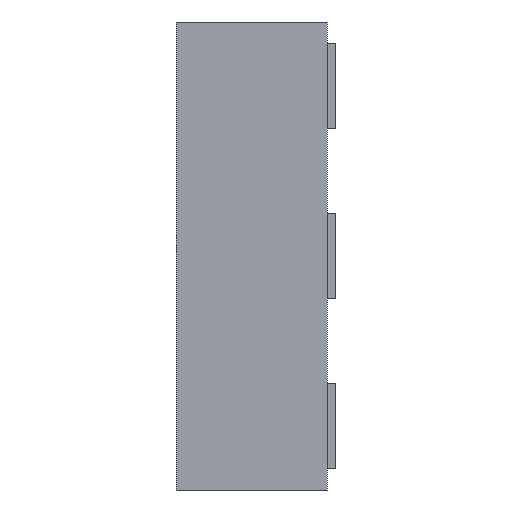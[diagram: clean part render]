
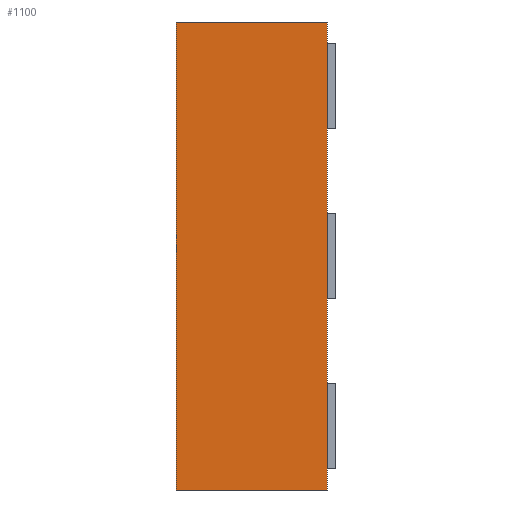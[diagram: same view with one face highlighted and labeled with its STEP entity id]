
A CAD part, left-side view. The second image highlights one B-rep face of the part: STEP entity #1100.
In plain terms, the highlighted planar face has unit normal (-1, 0, 0).
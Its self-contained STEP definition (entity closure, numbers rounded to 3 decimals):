
#57 = EDGE_CURVE ( 'NONE', #1261, #426, #337, .T. ) ;
#88 = VECTOR ( 'NONE', #859, 1000. ) ;
#138 = EDGE_CURVE ( 'NONE', #734, #426, #239, .T. ) ;
#158 = ORIENTED_EDGE ( 'NONE', *, *, #57, .F. ) ;
#239 = LINE ( 'NONE', #483, #513 ) ;
#245 = CARTESIAN_POINT ( 'NONE',  ( -0.55, 0., 0.55 ) ) ;
#268 = DIRECTION ( 'NONE',  ( 1., 0., 0. ) ) ;
#280 = AXIS2_PLACEMENT_3D ( 'NONE', #529, #268, #1109 ) ;
#337 = LINE ( 'NONE', #591, #1336 ) ;
#372 = CARTESIAN_POINT ( 'NONE',  ( -0.55, 0.355, 0.55 ) ) ;
#413 = EDGE_CURVE ( 'NONE', #549, #1261, #427, .T. ) ;
#415 = EDGE_CURVE ( 'NONE', #549, #734, #1185, .T. ) ;
#426 = VERTEX_POINT ( 'NONE', #245 ) ;
#427 = LINE ( 'NONE', #372, #514 ) ;
#483 = CARTESIAN_POINT ( 'NONE',  ( -0.55, 0., 0.55 ) ) ;
#513 = VECTOR ( 'NONE', #754, 1000. ) ;
#514 = VECTOR ( 'NONE', #728, 1000. ) ;
#529 = CARTESIAN_POINT ( 'NONE',  ( -0.55, 0.355, 0.55 ) ) ;
#549 = VERTEX_POINT ( 'NONE', #1255 ) ;
#591 = CARTESIAN_POINT ( 'NONE',  ( -0.55, 0.355, 0.55 ) ) ;
#592 = FACE_OUTER_BOUND ( 'NONE', #1041, .T. ) ;
#728 = DIRECTION ( 'NONE',  ( 0., 0., 1. ) ) ;
#734 = VERTEX_POINT ( 'NONE', #827 ) ;
#754 = DIRECTION ( 'NONE',  ( 0., 0., 1. ) ) ;
#827 = CARTESIAN_POINT ( 'NONE',  ( -0.55, 0., -0.55 ) ) ;
#859 = DIRECTION ( 'NONE',  ( 0., -1., 0. ) ) ;
#913 = DIRECTION ( 'NONE',  ( 0., -1., 0. ) ) ;
#1041 = EDGE_LOOP ( 'NONE', ( #1275, #158, #1427, #1373 ) ) ;
#1100 = ADVANCED_FACE ( 'NONE', ( #592 ), #1200, .F. ) ;
#1109 = DIRECTION ( 'NONE',  ( 0., 0., -1. ) ) ;
#1185 = LINE ( 'NONE', #1338, #88 ) ;
#1200 = PLANE ( 'NONE',  #280 ) ;
#1255 = CARTESIAN_POINT ( 'NONE',  ( -0.55, 0.355, -0.55 ) ) ;
#1261 = VERTEX_POINT ( 'NONE', #1378 ) ;
#1275 = ORIENTED_EDGE ( 'NONE', *, *, #138, .T. ) ;
#1336 = VECTOR ( 'NONE', #913, 1000. ) ;
#1338 = CARTESIAN_POINT ( 'NONE',  ( -0.55, 0.355, -0.55 ) ) ;
#1373 = ORIENTED_EDGE ( 'NONE', *, *, #415, .T. ) ;
#1378 = CARTESIAN_POINT ( 'NONE',  ( -0.55, 0.355, 0.55 ) ) ;
#1427 = ORIENTED_EDGE ( 'NONE', *, *, #413, .F. ) ;
